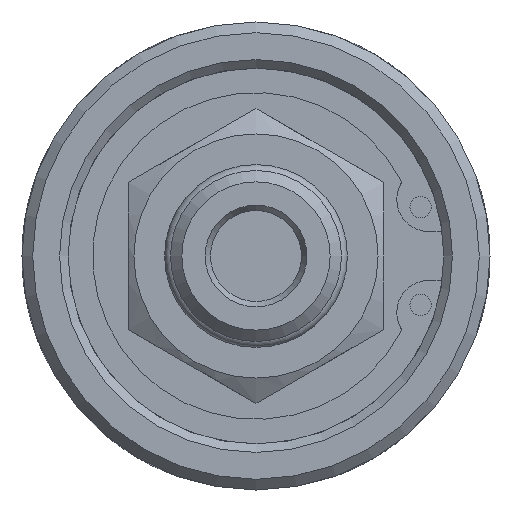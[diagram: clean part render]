
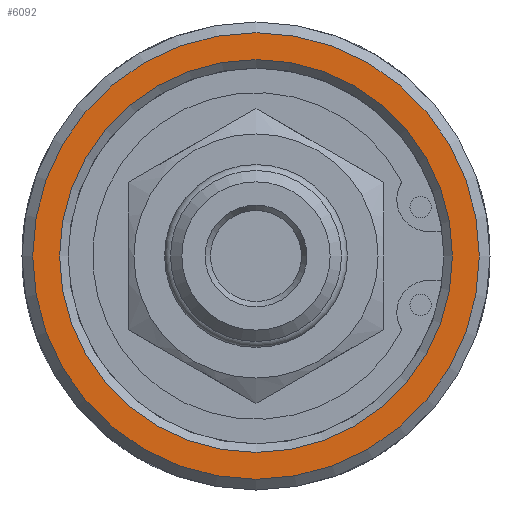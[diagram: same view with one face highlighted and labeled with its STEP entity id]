
A CAD part, left-side view. The second image highlights one B-rep face of the part: STEP entity #6092.
In plain terms, the highlighted planar face has unit normal (-1, 0, 0).
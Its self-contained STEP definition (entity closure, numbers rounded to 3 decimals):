
#620=FACE_BOUND('',#1880,.T.);
#1395=PLANE('',#6500);
#1517=FACE_OUTER_BOUND('',#1879,.T.);
#1879=EDGE_LOOP('',(#4149));
#1880=EDGE_LOOP('',(#4150));
#2294=CIRCLE('',#6490,20.85);
#2301=CIRCLE('',#6501,18.34);
#2528=VERTEX_POINT('',#8391);
#2534=VERTEX_POINT('',#8411);
#3173=EDGE_CURVE('',#2528,#2528,#2294,.T.);
#3182=EDGE_CURVE('',#2534,#2534,#2301,.T.);
#4149=ORIENTED_EDGE('',*,*,#3173,.F.);
#4150=ORIENTED_EDGE('',*,*,#3182,.F.);
#6092=ADVANCED_FACE('',(#1517,#620),#1395,.T.);
#6490=AXIS2_PLACEMENT_3D('',#8393,#6992,#6993);
#6500=AXIS2_PLACEMENT_3D('',#8410,#7014,#7015);
#6501=AXIS2_PLACEMENT_3D('',#8412,#7016,#7017);
#6992=DIRECTION('center_axis',(1.,0.,0.));
#6993=DIRECTION('ref_axis',(0.,-1.,0.));
#7014=DIRECTION('center_axis',(-1.,0.,0.));
#7015=DIRECTION('ref_axis',(0.,0.,1.));
#7016=DIRECTION('center_axis',(-1.,0.,0.));
#7017=DIRECTION('ref_axis',(0.,-1.,0.));
#8391=CARTESIAN_POINT('',(0.,20.85,0.));
#8393=CARTESIAN_POINT('Origin',(0.,0.,0.));
#8410=CARTESIAN_POINT('Origin',(0.,10.925,0.));
#8411=CARTESIAN_POINT('',(0.,18.34,0.));
#8412=CARTESIAN_POINT('Origin',(0.,0.,0.));
